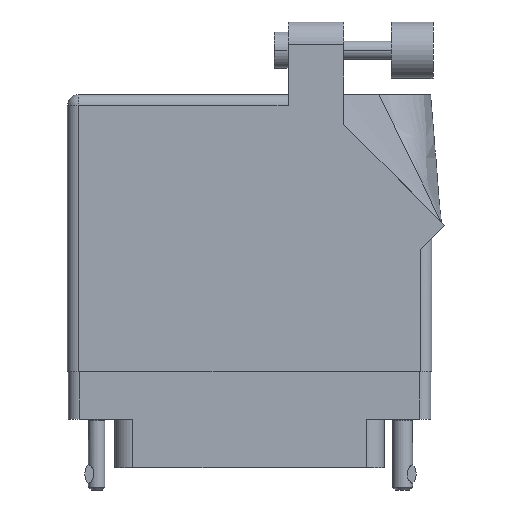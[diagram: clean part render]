
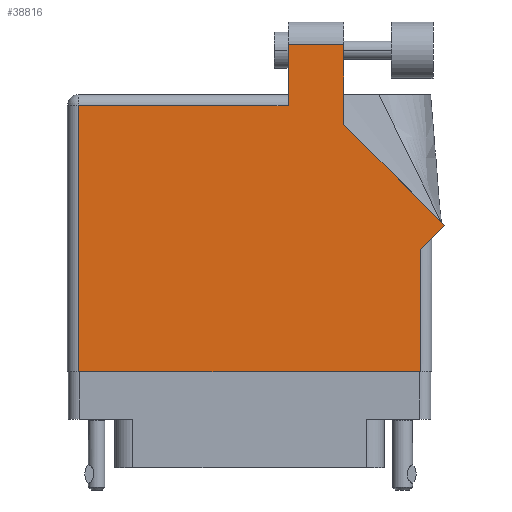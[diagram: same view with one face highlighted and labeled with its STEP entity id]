
A CAD part, front view. The second image highlights one B-rep face of the part: STEP entity #38816.
In plain terms, the highlighted face is planar.
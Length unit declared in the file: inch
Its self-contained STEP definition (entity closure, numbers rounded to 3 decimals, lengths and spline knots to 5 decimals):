
#133 = LINE ( 'NONE', #8219, #3890 ) ;
#148 = CARTESIAN_POINT ( 'NONE',  ( 1.217, 1.53, 0. ) ) ;
#435 = CARTESIAN_POINT ( 'NONE',  ( 1.948, 0.675, 0. ) ) ;
#1206 = LINE ( 'NONE', #21082, #1733 ) ;
#1251 = LINE ( 'NONE', #11084, #24830 ) ;
#1733 = VECTOR ( 'NONE', #17353, 39.37008 ) ;
#3143 = LINE ( 'NONE', #148, #30419 ) ;
#3890 = VECTOR ( 'NONE', #8514, 39.37008 ) ;
#6182 = VERTEX_POINT ( 'NONE', #37412 ) ;
#6675 = CARTESIAN_POINT ( 'NONE',  ( 0.062, 1.468, 0. ) ) ;
#7031 = DIRECTION ( 'NONE',  ( 0., 1., 0. ) ) ;
#7077 = DIRECTION ( 'NONE',  ( 0., -1., 0. ) ) ;
#7332 = CARTESIAN_POINT ( 'NONE',  ( 1.217, 1.468, 0. ) ) ;
#7976 = LINE ( 'NONE', #34327, #37854 ) ;
#8219 = CARTESIAN_POINT ( 'NONE',  ( 0.062, 0., 0. ) ) ;
#8514 = DIRECTION ( 'NONE',  ( 0., -1., 0. ) ) ;
#10612 = ORIENTED_EDGE ( 'NONE', *, *, #36062, .T. ) ;
#11019 = DIRECTION ( 'NONE',  ( 1., 0., 0. ) ) ;
#11084 = CARTESIAN_POINT ( 'NONE',  ( 1.524, 1.36442, 0. ) ) ;
#11122 = ORIENTED_EDGE ( 'NONE', *, *, #42623, .T. ) ;
#11365 = DIRECTION ( 'NONE',  ( 0., 1., 0. ) ) ;
#11812 = PLANE ( 'NONE',  #28563 ) ;
#12718 = ORIENTED_EDGE ( 'NONE', *, *, #36840, .T. ) ;
#13937 = VERTEX_POINT ( 'NONE', #32756 ) ;
#15078 = CARTESIAN_POINT ( 'NONE',  ( 1.524, 1.805, 0. ) ) ;
#15469 = VECTOR ( 'NONE', #7031, 39.37008 ) ;
#15834 = CARTESIAN_POINT ( 'NONE',  ( 0., 1.53, 0. ) ) ;
#16219 = VECTOR ( 'NONE', #28076, 39.37008 ) ;
#16671 = VERTEX_POINT ( 'NONE', #6675 ) ;
#17353 = DIRECTION ( 'NONE',  ( 0.707, 0.707, 0. ) ) ;
#19048 = ORIENTED_EDGE ( 'NONE', *, *, #38106, .T. ) ;
#19779 = ORIENTED_EDGE ( 'NONE', *, *, #41525, .T. ) ;
#20653 = CARTESIAN_POINT ( 'NONE',  ( 2.08071, 0.80771, 0. ) ) ;
#21082 = CARTESIAN_POINT ( 'NONE',  ( 2.01, 0.737, 0. ) ) ;
#21470 = ORIENTED_EDGE ( 'NONE', *, *, #27199, .T. ) ;
#21606 = ORIENTED_EDGE ( 'NONE', *, *, #32125, .T. ) ;
#23460 = LINE ( 'NONE', #27197, #15469 ) ;
#23633 = VECTOR ( 'NONE', #11019, 39.37008 ) ;
#24448 = VERTEX_POINT ( 'NONE', #435 ) ;
#24830 = VECTOR ( 'NONE', #11365, 39.37008 ) ;
#25192 = VERTEX_POINT ( 'NONE', #39340 ) ;
#25459 = VERTEX_POINT ( 'NONE', #29176 ) ;
#25862 = CARTESIAN_POINT ( 'NONE',  ( 1.217, 1.805, 0. ) ) ;
#26187 = EDGE_LOOP ( 'NONE', ( #10612, #21470, #42588, #21606, #19779, #11122, #19048, #12718, #42262 ) ) ;
#27197 = CARTESIAN_POINT ( 'NONE',  ( 1.948, 0.737, 0. ) ) ;
#27199 = EDGE_CURVE ( 'NONE', #28785, #25459, #31879, .T. ) ;
#27652 = FACE_OUTER_BOUND ( 'NONE', #26187, .T. ) ;
#28076 = DIRECTION ( 'NONE',  ( -0.707, 0.707, 0. ) ) ;
#28563 = AXIS2_PLACEMENT_3D ( 'NONE', #15834, #28791, #35651 ) ;
#28785 = VERTEX_POINT ( 'NONE', #15078 ) ;
#28791 = DIRECTION ( 'NONE',  ( 0., 0., -1. ) ) ;
#29176 = CARTESIAN_POINT ( 'NONE',  ( 1.217, 1.805, 0. ) ) ;
#29217 = VECTOR ( 'NONE', #36284, 39.37008 ) ;
#30419 = VECTOR ( 'NONE', #7077, 39.37008 ) ;
#31749 = EDGE_CURVE ( 'NONE', #25459, #34335, #3143, .T. ) ;
#31879 = LINE ( 'NONE', #25862, #29217 ) ;
#32125 = EDGE_CURVE ( 'NONE', #34335, #16671, #7976, .T. ) ;
#32695 = LINE ( 'NONE', #34984, #23633 ) ;
#32756 = CARTESIAN_POINT ( 'NONE',  ( 0.062, 0., 0. ) ) ;
#32881 = VERTEX_POINT ( 'NONE', #20653 ) ;
#34327 = CARTESIAN_POINT ( 'NONE',  ( 0., 1.468, 0. ) ) ;
#34335 = VERTEX_POINT ( 'NONE', #7332 ) ;
#34338 = LINE ( 'NONE', #41834, #16219 ) ;
#34984 = CARTESIAN_POINT ( 'NONE',  ( 0., 0., 0. ) ) ;
#35651 = DIRECTION ( 'NONE',  ( -1., 0., 0. ) ) ;
#36062 = EDGE_CURVE ( 'NONE', #6182, #28785, #1251, .T. ) ;
#36284 = DIRECTION ( 'NONE',  ( -1., 0., 0. ) ) ;
#36769 = EDGE_CURVE ( 'NONE', #32881, #6182, #34338, .T. ) ;
#36840 = EDGE_CURVE ( 'NONE', #24448, #32881, #1206, .T. ) ;
#37412 = CARTESIAN_POINT ( 'NONE',  ( 1.524, 1.36442, 0. ) ) ;
#37854 = VECTOR ( 'NONE', #41227, 39.37008 ) ;
#38106 = EDGE_CURVE ( 'NONE', #25192, #24448, #23460, .T. ) ;
#38816 = ADVANCED_FACE ( 'NONE', ( #27652 ), #11812, .F. ) ;
#39340 = CARTESIAN_POINT ( 'NONE',  ( 1.948, 0., 0. ) ) ;
#41227 = DIRECTION ( 'NONE',  ( -1., 0., 0. ) ) ;
#41525 = EDGE_CURVE ( 'NONE', #16671, #13937, #133, .T. ) ;
#41834 = CARTESIAN_POINT ( 'NONE',  ( 2.08071, 0.80771, 0. ) ) ;
#42262 = ORIENTED_EDGE ( 'NONE', *, *, #36769, .T. ) ;
#42588 = ORIENTED_EDGE ( 'NONE', *, *, #31749, .T. ) ;
#42623 = EDGE_CURVE ( 'NONE', #13937, #25192, #32695, .T. ) ;
